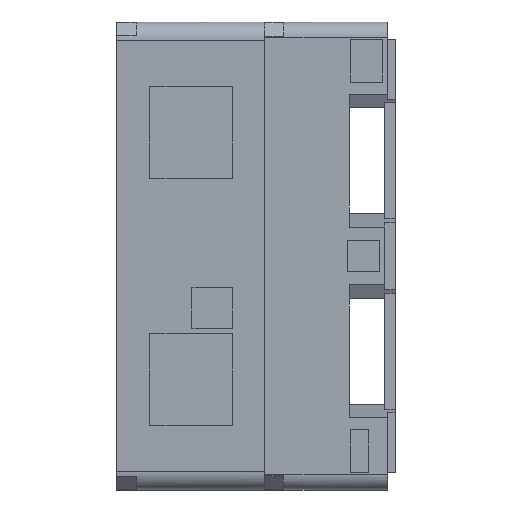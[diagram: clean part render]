
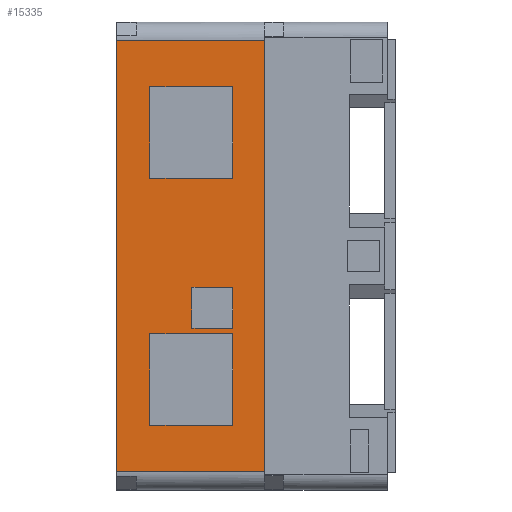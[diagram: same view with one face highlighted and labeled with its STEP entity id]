
A CAD part, left-side view. The second image highlights one B-rep face of the part: STEP entity #15335.
In plain terms, the highlighted face is planar.
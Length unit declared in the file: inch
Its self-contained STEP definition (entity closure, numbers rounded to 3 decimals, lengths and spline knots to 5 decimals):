
#14376=DIRECTION('',(0.,-1.,0.));
#14377=VECTOR('',#14376,7.885);
#14378=CARTESIAN_POINT('',(16.108,10.936,0.));
#14379=LINE('',#14378,#14377);
#14380=DIRECTION('',(1.,0.,0.));
#14381=VECTOR('',#14380,8.716);
#14382=CARTESIAN_POINT('',(7.392,10.936,0.));
#14383=LINE('',#14382,#14381);
#14384=DIRECTION('',(0.,1.,0.));
#14385=VECTOR('',#14384,7.885);
#14386=CARTESIAN_POINT('',(7.392,3.051,0.));
#14387=LINE('',#14386,#14385);
#14388=DIRECTION('',(-1.,0.,0.));
#14389=VECTOR('',#14388,8.716);
#14390=CARTESIAN_POINT('',(16.108,3.051,0.));
#14391=LINE('',#14390,#14389);
#14392=DIRECTION('',(0.,-1.,0.));
#14393=VECTOR('',#14392,7.885);
#14394=CARTESIAN_POINT('',(-16.108,10.936,0.));
#14395=LINE('',#14394,#14393);
#14396=DIRECTION('',(1.,0.,0.));
#14397=VECTOR('',#14396,8.716);
#14398=CARTESIAN_POINT('',(-16.108,3.051,0.));
#14399=LINE('',#14398,#14397);
#14400=DIRECTION('',(0.,1.,0.));
#14401=VECTOR('',#14400,7.885);
#14402=CARTESIAN_POINT('',(-7.392,3.051,0.));
#14403=LINE('',#14402,#14401);
#14404=DIRECTION('',(-1.,0.,0.));
#14405=VECTOR('',#14404,8.716);
#14406=CARTESIAN_POINT('',(-7.392,10.936,0.));
#14407=LINE('',#14406,#14405);
#14408=DIRECTION('',(0.,-1.,0.));
#14409=VECTOR('',#14408,14.08);
#14410=CARTESIAN_POINT('',(20.5,14.08,0.));
#14411=LINE('',#14410,#14409);
#14412=DIRECTION('',(0.,-1.,0.));
#14413=VECTOR('',#14412,14.08);
#14414=CARTESIAN_POINT('',(-20.5,14.08,0.));
#14415=LINE('',#14414,#14413);
#14416=DIRECTION('',(0.,-1.,0.));
#14417=VECTOR('',#14416,3.881);
#14418=CARTESIAN_POINT('',(-6.888,6.931,0.));
#14419=LINE('',#14418,#14417);
#14420=DIRECTION('',(1.,0.,0.));
#14421=VECTOR('',#14420,3.895);
#14422=CARTESIAN_POINT('',(-6.888,3.05,0.));
#14423=LINE('',#14422,#14421);
#14424=DIRECTION('',(0.,1.,0.));
#14425=VECTOR('',#14424,3.881);
#14426=CARTESIAN_POINT('',(-2.993,3.05,0.));
#14427=LINE('',#14426,#14425);
#14428=DIRECTION('',(-1.,0.,0.));
#14429=VECTOR('',#14428,3.895);
#14430=CARTESIAN_POINT('',(-2.993,6.931,0.));
#14431=LINE('',#14430,#14429);
#14514=DIRECTION('',(-1.,0.,0.));
#14515=VECTOR('',#14514,41.);
#14516=CARTESIAN_POINT('',(20.5,14.08,0.));
#14517=LINE('',#14516,#14515);
#14648=DIRECTION('',(1.,0.,0.));
#14649=VECTOR('',#14648,41.);
#14650=CARTESIAN_POINT('',(-20.5,0.,0.));
#14651=LINE('',#14650,#14649);
#15088=CARTESIAN_POINT('',(-20.5,0.,0.));
#15089=VERTEX_POINT('',#15088);
#15096=CARTESIAN_POINT('',(-20.5,14.08,0.));
#15097=VERTEX_POINT('',#15096);
#15156=CARTESIAN_POINT('',(-16.108,10.936,0.));
#15157=CARTESIAN_POINT('',(-16.108,3.051,0.));
#15158=VERTEX_POINT('',#15156);
#15159=VERTEX_POINT('',#15157);
#15160=CARTESIAN_POINT('',(-7.392,3.051,0.));
#15161=VERTEX_POINT('',#15160);
#15162=CARTESIAN_POINT('',(-7.392,10.936,0.));
#15163=VERTEX_POINT('',#15162);
#15192=CARTESIAN_POINT('',(20.5,0.,0.));
#15193=VERTEX_POINT('',#15192);
#15200=CARTESIAN_POINT('',(20.5,14.08,0.));
#15201=VERTEX_POINT('',#15200);
#15260=CARTESIAN_POINT('',(16.108,10.936,0.));
#15261=CARTESIAN_POINT('',(16.108,3.051,0.));
#15262=VERTEX_POINT('',#15260);
#15263=VERTEX_POINT('',#15261);
#15264=CARTESIAN_POINT('',(7.392,3.051,0.));
#15265=VERTEX_POINT('',#15264);
#15266=CARTESIAN_POINT('',(7.392,10.936,0.));
#15267=VERTEX_POINT('',#15266);
#15282=CARTESIAN_POINT('',(-6.888,6.931,0.));
#15283=CARTESIAN_POINT('',(-6.888,3.05,0.));
#15284=VERTEX_POINT('',#15282);
#15285=VERTEX_POINT('',#15283);
#15286=CARTESIAN_POINT('',(-2.993,3.05,0.));
#15287=VERTEX_POINT('',#15286);
#15288=CARTESIAN_POINT('',(-2.993,6.931,0.));
#15289=VERTEX_POINT('',#15288);
#15290=CARTESIAN_POINT('',(0.,0.,0.));
#15291=DIRECTION('',(0.,0.,1.));
#15292=DIRECTION('',(1.,0.,0.));
#15293=AXIS2_PLACEMENT_3D('',#15290,#15291,#15292);
#15294=PLANE('',#15293);
#15296=ORIENTED_EDGE('',*,*,#15295,.F.);
#15298=ORIENTED_EDGE('',*,*,#15297,.T.);
#15300=ORIENTED_EDGE('',*,*,#15299,.F.);
#15302=ORIENTED_EDGE('',*,*,#15301,.F.);
#15303=EDGE_LOOP('',(#15296,#15298,#15300,#15302));
#15304=FACE_OUTER_BOUND('',#15303,.F.);
#15306=ORIENTED_EDGE('',*,*,#15305,.T.);
#15308=ORIENTED_EDGE('',*,*,#15307,.T.);
#15310=ORIENTED_EDGE('',*,*,#15309,.T.);
#15312=ORIENTED_EDGE('',*,*,#15311,.T.);
#15313=EDGE_LOOP('',(#15306,#15308,#15310,#15312));
#15314=FACE_BOUND('',#15313,.F.);
#15316=ORIENTED_EDGE('',*,*,#15315,.F.);
#15318=ORIENTED_EDGE('',*,*,#15317,.F.);
#15320=ORIENTED_EDGE('',*,*,#15319,.F.);
#15322=ORIENTED_EDGE('',*,*,#15321,.F.);
#15323=EDGE_LOOP('',(#15316,#15318,#15320,#15322));
#15324=FACE_BOUND('',#15323,.F.);
#15326=ORIENTED_EDGE('',*,*,#15325,.T.);
#15328=ORIENTED_EDGE('',*,*,#15327,.T.);
#15330=ORIENTED_EDGE('',*,*,#15329,.T.);
#15332=ORIENTED_EDGE('',*,*,#15331,.T.);
#15333=EDGE_LOOP('',(#15326,#15328,#15330,#15332));
#15334=FACE_BOUND('',#15333,.F.);
#15335=ADVANCED_FACE('',(#15304,#15314,#15324,#15334),#15294,.T.);
#15295=EDGE_CURVE('',#15201,#15097,#14517,.T.);
#15297=EDGE_CURVE('',#15201,#15193,#14411,.T.);
#15299=EDGE_CURVE('',#15089,#15193,#14651,.T.);
#15301=EDGE_CURVE('',#15097,#15089,#14415,.T.);
#15305=EDGE_CURVE('',#15158,#15159,#14395,.T.);
#15307=EDGE_CURVE('',#15159,#15161,#14399,.T.);
#15309=EDGE_CURVE('',#15161,#15163,#14403,.T.);
#15311=EDGE_CURVE('',#15163,#15158,#14407,.T.);
#15315=EDGE_CURVE('',#15262,#15263,#14379,.T.);
#15317=EDGE_CURVE('',#15267,#15262,#14383,.T.);
#15319=EDGE_CURVE('',#15265,#15267,#14387,.T.);
#15321=EDGE_CURVE('',#15263,#15265,#14391,.T.);
#15325=EDGE_CURVE('',#15284,#15285,#14419,.T.);
#15327=EDGE_CURVE('',#15285,#15287,#14423,.T.);
#15329=EDGE_CURVE('',#15287,#15289,#14427,.T.);
#15331=EDGE_CURVE('',#15289,#15284,#14431,.T.);
